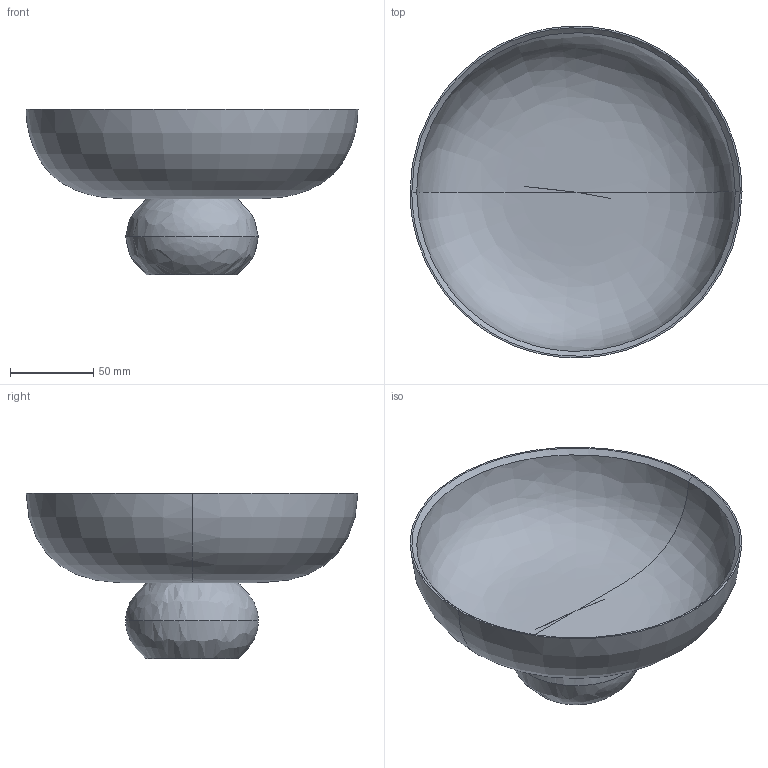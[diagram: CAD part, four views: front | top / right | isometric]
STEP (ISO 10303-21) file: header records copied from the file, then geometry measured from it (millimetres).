
FILE_DESCRIPTION(/* description */ (''),/* implementation_level */ '2;1');
FILE_NAME(/* name */ 'Babaru Bowl Mini',/* time_stamp */ '2022-06-21T13:40:38+02:00',/* author */ (''),/* organization */ (''),/* preprocessor_version */ 'ST-DEVELOPER v15',/* originating_system */ '',/* authorisation */ '');
FILE_SCHEMA (('AUTOMOTIVE_DESIGN'));
Length unit declared in the file: millimetre
Products named in the file (1): Document
Bounding box: 200 x 199.85 x 99.92 mm (x, y, z)
Volume: 379007.7 mm3; surface area: 114184 mm2
Topology: 2 solids, 2 shells, 12 faces, 27 edges, 14 vertices
Faces by surface type: bspline 10, plane 2
Entity records: 1218 total; most frequent: CARTESIAN_POINT 1064, ORIENTED_EDGE 36, EDGE_CURVE 18, EDGE_LOOP 14, ADVANCED_FACE 12, FACE_OUTER_BOUND 12, VERTEX_POINT 12, DIRECTION 8
